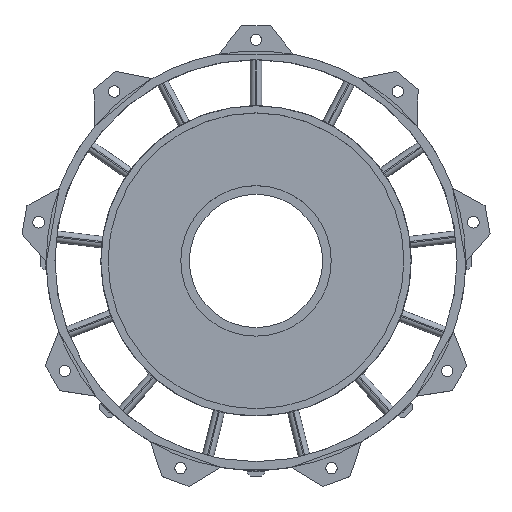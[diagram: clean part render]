
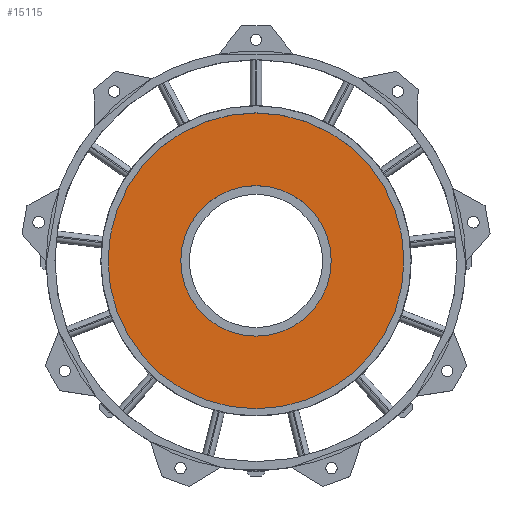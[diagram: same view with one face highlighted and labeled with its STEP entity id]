
A CAD part, top view. The second image highlights one B-rep face of the part: STEP entity #15115.
In plain terms, the highlighted face is planar.
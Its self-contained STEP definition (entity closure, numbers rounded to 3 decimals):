
#15070 = VERTEX_POINT('',#15071);
#15071 = CARTESIAN_POINT('',(25.75,0.,8.));
#15079 = EDGE_CURVE('',#15070,#15070,#15080,.T.);
#15080 = CIRCLE('',#15081,25.75);
#15081 = AXIS2_PLACEMENT_3D('',#15082,#15083,#15084);
#15082 = CARTESIAN_POINT('',(0.,0.,8.));
#15083 = DIRECTION('',(0.,0.,1.));
#15084 = DIRECTION('',(1.,0.,0.));
#15115 = ADVANCED_FACE('',(#15116,#15119),#15130,.T.);
#15116 = FACE_BOUND('',#15117,.T.);
#15117 = EDGE_LOOP('',(#15118));
#15118 = ORIENTED_EDGE('',*,*,#15079,.T.);
#15119 = FACE_BOUND('',#15120,.T.);
#15120 = EDGE_LOOP('',(#15121));
#15121 = ORIENTED_EDGE('',*,*,#15122,.F.);
#15122 = EDGE_CURVE('',#15123,#15123,#15125,.T.);
#15123 = VERTEX_POINT('',#15124);
#15124 = CARTESIAN_POINT('',(13.1,0.,8.));
#15125 = CIRCLE('',#15126,13.1);
#15126 = AXIS2_PLACEMENT_3D('',#15127,#15128,#15129);
#15127 = CARTESIAN_POINT('',(0.,0.,8.));
#15128 = DIRECTION('',(0.,0.,1.));
#15129 = DIRECTION('',(1.,0.,0.));
#15130 = PLANE('',#15131);
#15131 = AXIS2_PLACEMENT_3D('',#15132,#15133,#15134);
#15132 = CARTESIAN_POINT('',(0.,0.,8.));
#15133 = DIRECTION('',(0.,0.,1.));
#15134 = DIRECTION('',(1.,0.,0.));
